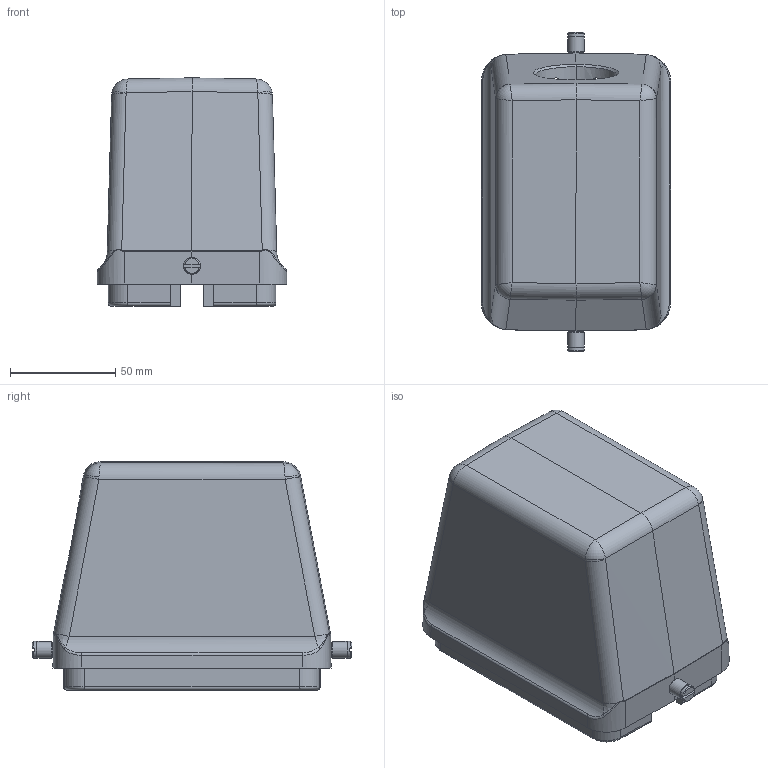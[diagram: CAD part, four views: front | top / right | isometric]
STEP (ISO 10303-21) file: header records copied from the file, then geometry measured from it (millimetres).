
FILE_DESCRIPTION(/* description */ (''),/* implementation_level */ '2;1');
FILE_NAME(/* name */ 'H48B-SE-2B-XXX.stp',/* time_stamp */ '2020-07-17T08:47:22+08:00',/* author */ (''),/* organization */ (''),/* preprocessor_version */ 'ST-DEVELOPER v16',/* originating_system */ 'SIEMENS PLM Software NX 10.0',/* authorisation */ '');
FILE_SCHEMA (('AUTOMOTIVE_DESIGN { 1 0 10303 214 3 1 1 1 }'));
Length unit declared in the file: millimetre
Products named in the file (1): Admi17BC9CD3l66q
Bounding box: 89.85 x 151.78 x 108.3 mm (x, y, z)
Volume: 257393.1 mm3; surface area: 95594.6 mm2
Topology: 1 solids, 1 shells, 334 faces, 834 edges, 503 vertices
Faces by surface type: cylinder 140, plane 105, bspline 68, cone 14, sphere 5, torus 2
Full cylindrical faces by diameter (mm): 3.398 x4, 6.1 x2, 6.2 x2, 8 x4
Entity records: 14489 total; most frequent: CARTESIAN_POINT 7320, ORIENTED_EDGE 1614, DIRECTION 1250, EDGE_CURVE 807, VERTEX_POINT 504, AXIS2_PLACEMENT_3D 455, EDGE_LOOP 365, LINE 340
